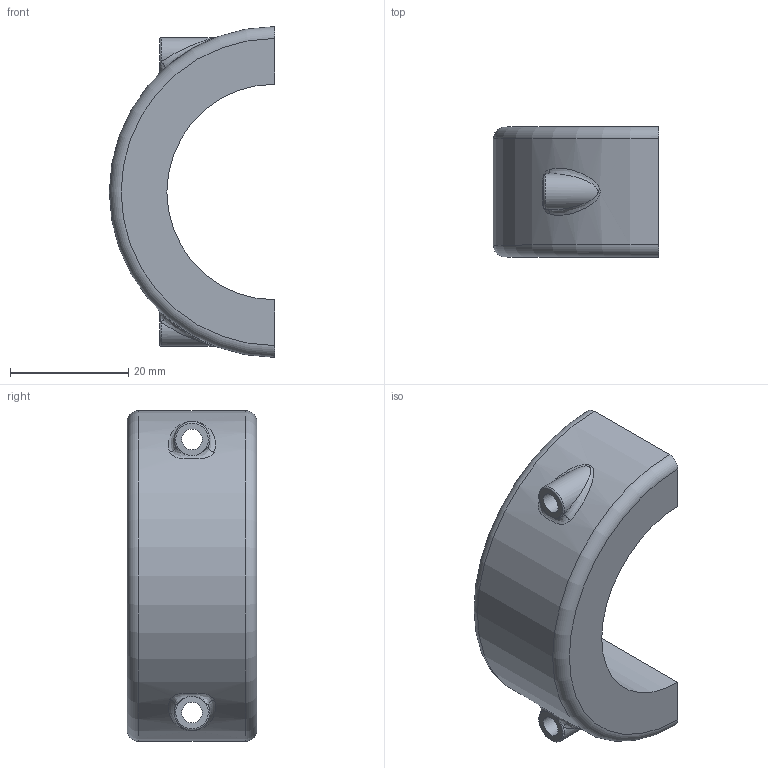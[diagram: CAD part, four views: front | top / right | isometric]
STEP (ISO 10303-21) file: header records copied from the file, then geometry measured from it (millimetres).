
FILE_DESCRIPTION(/* description */ (''),/* implementation_level */ '2;1');
FILE_NAME(/* name */ 'Max_Metal_Bondtech_QR_Mount_Lower v3.step',/* time_stamp */ '2016-03-18T08:24:49-07:00',/* author */ (''),/* organization */ (''),/* preprocessor_version */ 'ST-DEVELOPER v16.2',/* originating_system */ 'Autodesk Translation Framework v4.3.0.3010',/* authorisation */ '');
FILE_SCHEMA (('AUTOMOTIVE_DESIGN { 1 0 10303 214 3 1 1 }'));
Length unit declared in the file: centimetre
Products named in the file (1): Max_Metal_Bondtech_QR_Mount_Lower v3
Bounding box: 28 x 22 x 56 mm (x, y, z)
Volume: 15288.3 mm3; surface area: 5364.3 mm2
Topology: 1 solids, 1 shells, 20 faces, 48 edges, 32 vertices
Faces by surface type: cylinder 6, plane 6, bspline 4, torus 4
Full cylindrical faces by diameter (mm): 3.5 x2
Entity records: 1064 total; most frequent: CARTESIAN_POINT 595, DIRECTION 90, ORIENTED_EDGE 88, EDGE_CURVE 44, AXIS2_PLACEMENT_3D 41, VERTEX_POINT 30, EDGE_LOOP 28, CIRCLE 24
